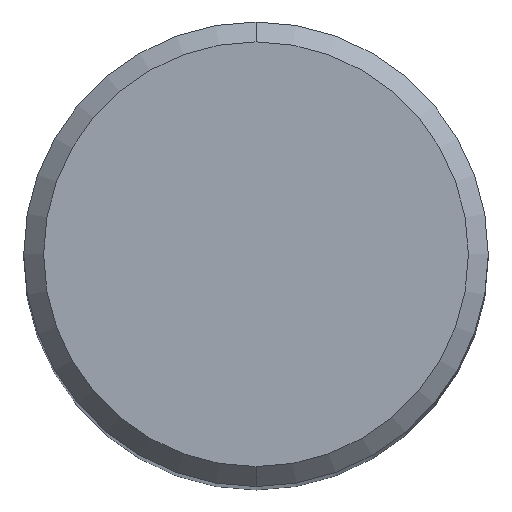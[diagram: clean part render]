
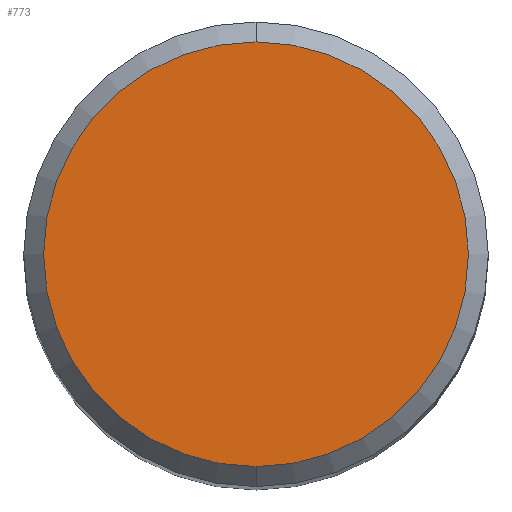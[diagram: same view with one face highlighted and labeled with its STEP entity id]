
A CAD part, top view. The second image highlights one B-rep face of the part: STEP entity #773.
In plain terms, the highlighted planar face has unit normal (0, 0, 1).
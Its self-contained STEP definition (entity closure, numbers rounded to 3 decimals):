
#537=VERTEX_POINT('',#1127);
#539=EDGE_CURVE('',#853,#537,#1129,.T.);
#591=EDGE_CURVE('',#537,#853,#1187,.T.);
#773=ADVANCED_FACE('',(#1387),#1388,.T.);
#853=VERTEX_POINT('',#1475);
#1127=CARTESIAN_POINT('',(0.0,6.4,0.0));
#1129=CIRCLE('',#3392,6.4);
#1187=CIRCLE('',#4292,6.4);
#1387=FACE_OUTER_BOUND('',#5821,.T.);
#1388=PLANE('',#5822);
#1475=CARTESIAN_POINT('',(0.,-6.4,0.0));
#3392=AXIS2_PLACEMENT_3D('',#7133,#7134,#7135);
#4292=AXIS2_PLACEMENT_3D('',#7209,#7210,#7211);
#5821=EDGE_LOOP('',(#7411,#7412));
#5822=AXIS2_PLACEMENT_3D('',#7413,#7414,#7415);
#7133=CARTESIAN_POINT('',(0.0,0.0,0.0));
#7134=DIRECTION('',(0.0,0.0,-1.0));
#7135=DIRECTION('',(0.0,1.0,0.0));
#7209=CARTESIAN_POINT('',(0.0,0.0,0.0));
#7210=DIRECTION('',(0.0,0.0,-1.0));
#7211=DIRECTION('',(0.0,1.0,0.0));
#7411=ORIENTED_EDGE('',*,*,#591,.F.);
#7412=ORIENTED_EDGE('',*,*,#539,.F.);
#7413=CARTESIAN_POINT('',(0.0,3.2,0.0));
#7414=DIRECTION('',(-0.0,0.0,1.0));
#7415=DIRECTION('',(0.0,-1.0,0.0));
